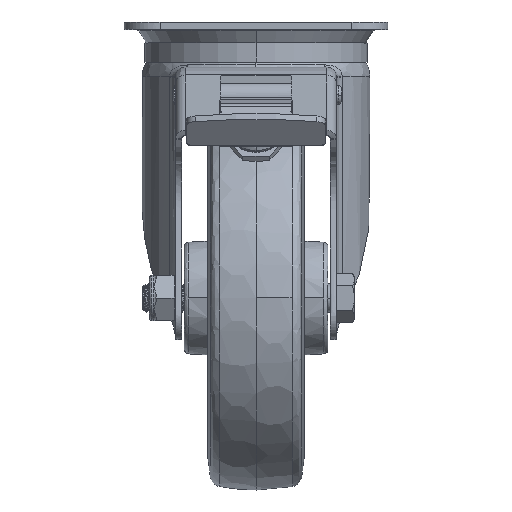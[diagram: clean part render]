
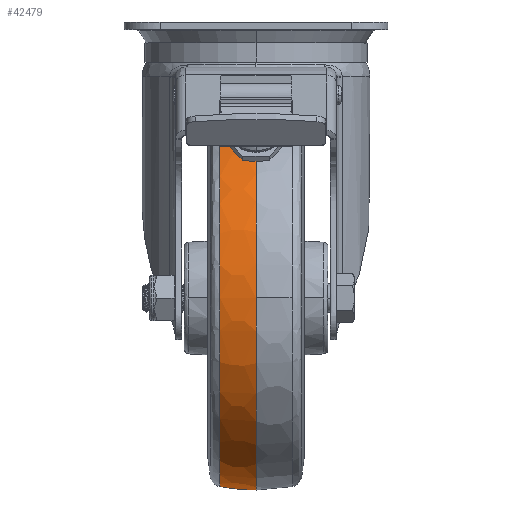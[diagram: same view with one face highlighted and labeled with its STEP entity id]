
A CAD part, top view. The second image highlights one B-rep face of the part: STEP entity #42479.
In plain terms, the highlighted toroidal (fillet/blend) face has major radius 0.018 mm and minor radius 80 mm.
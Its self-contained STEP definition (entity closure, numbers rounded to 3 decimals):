
#138 = CARTESIAN_POINT ( 'NONE',  ( 0., -183.182, 55. ) ) ;
#2078 = CIRCLE ( 'NONE', #53616, 80. ) ;
#3351 = AXIS2_PLACEMENT_3D ( 'NONE', #62159, #22893, #39063 ) ;
#3574 = DIRECTION ( 'NONE',  ( 0., 0.998, 0.063 ) ) ;
#7939 = ORIENTED_EDGE ( 'NONE', *, *, #22055, .F. ) ;
#9226 = CARTESIAN_POINT ( 'NONE',  ( 0., -23.218, 55. ) ) ;
#10280 = EDGE_LOOP ( 'NONE', ( #33018, #18364, #27275, #7939, #53919 ) ) ;
#14023 = AXIS2_PLACEMENT_3D ( 'NONE', #45136, #40748, #28277 ) ;
#14575 = DIRECTION ( 'NONE',  ( 1., 0., 0. ) ) ;
#14958 = CARTESIAN_POINT ( 'NONE',  ( 0., -103.2, 134.982 ) ) ;
#16210 = CIRCLE ( 'NONE', #3351, 78.551 ) ;
#17402 = CARTESIAN_POINT ( 'NONE',  ( -15.076, -181.751, 55. ) ) ;
#18364 = ORIENTED_EDGE ( 'NONE', *, *, #67550, .T. ) ;
#19886 = AXIS2_PLACEMENT_3D ( 'NONE', #41488, #64227, #36707 ) ;
#21589 = EDGE_CURVE ( 'NONE', #21710, #33329, #30448, .T. ) ;
#21710 = VERTEX_POINT ( 'NONE', #9226 ) ;
#21840 = CARTESIAN_POINT ( 'NONE',  ( -0.012, -103.2, 55. ) ) ;
#22055 = EDGE_CURVE ( 'NONE', #48525, #39267, #37461, .T. ) ;
#22893 = DIRECTION ( 'NONE',  ( -1., 0., 0. ) ) ;
#27275 = ORIENTED_EDGE ( 'NONE', *, *, #71182, .F. ) ;
#27976 = AXIS2_PLACEMENT_3D ( 'NONE', #48355, #14575, #3574 ) ;
#28277 = DIRECTION ( 'NONE',  ( 0., 0.998, 0.063 ) ) ;
#30448 = CIRCLE ( 'NONE', #14023, 79.982 ) ;
#32040 = AXIS2_PLACEMENT_3D ( 'NONE', #21840, #38751, #61109 ) ;
#32828 = CARTESIAN_POINT ( 'NONE',  ( -0.012, -103.218, 55. ) ) ;
#33018 = ORIENTED_EDGE ( 'NONE', *, *, #21589, .F. ) ;
#33329 = VERTEX_POINT ( 'NONE', #14958 ) ;
#36707 = DIRECTION ( 'NONE',  ( -1., 0., 0. ) ) ;
#37461 = CIRCLE ( 'NONE', #19886, 80. ) ;
#38751 = DIRECTION ( 'NONE',  ( -1., 0., 0. ) ) ;
#39063 = DIRECTION ( 'NONE',  ( 0., 1., 0. ) ) ;
#39267 = VERTEX_POINT ( 'NONE', #17402 ) ;
#40748 = DIRECTION ( 'NONE',  ( 1., 0., 0. ) ) ;
#41488 = CARTESIAN_POINT ( 'NONE',  ( -0.012, -103.182, 55. ) ) ;
#42479 = ADVANCED_FACE ( 'NONE', ( #43894 ), #67033, .T. ) ;
#43126 = DIRECTION ( 'NONE',  ( 0., 0., 1. ) ) ;
#43894 = FACE_OUTER_BOUND ( 'NONE', #10280, .T. ) ;
#45136 = CARTESIAN_POINT ( 'NONE',  ( 0., -103.2, 55. ) ) ;
#48355 = CARTESIAN_POINT ( 'NONE',  ( 0., -103.2, 55. ) ) ;
#48525 = VERTEX_POINT ( 'NONE', #138 ) ;
#53616 = AXIS2_PLACEMENT_3D ( 'NONE', #32828, #43126, #55215 ) ;
#53919 = ORIENTED_EDGE ( 'NONE', *, *, #59650, .F. ) ;
#55215 = DIRECTION ( 'NONE',  ( 0., -1., 0. ) ) ;
#59605 = CIRCLE ( 'NONE', #27976, 79.982 ) ;
#59650 = EDGE_CURVE ( 'NONE', #33329, #48525, #59605, .T. ) ;
#61109 = DIRECTION ( 'NONE',  ( 0., -1., 0. ) ) ;
#62159 = CARTESIAN_POINT ( 'NONE',  ( -15.076, -103.2, 55. ) ) ;
#63634 = CARTESIAN_POINT ( 'NONE',  ( -15.076, -24.649, 55. ) ) ;
#63733 = VERTEX_POINT ( 'NONE', #63634 ) ;
#64227 = DIRECTION ( 'NONE',  ( 0., 0., -1. ) ) ;
#67033 = TOROIDAL_SURFACE ( 'NONE', #32040, -0.018, 80. ) ;
#67550 = EDGE_CURVE ( 'NONE', #21710, #63733, #2078, .T. ) ;
#71182 = EDGE_CURVE ( 'NONE', #39267, #63733, #16210, .T. ) ;
